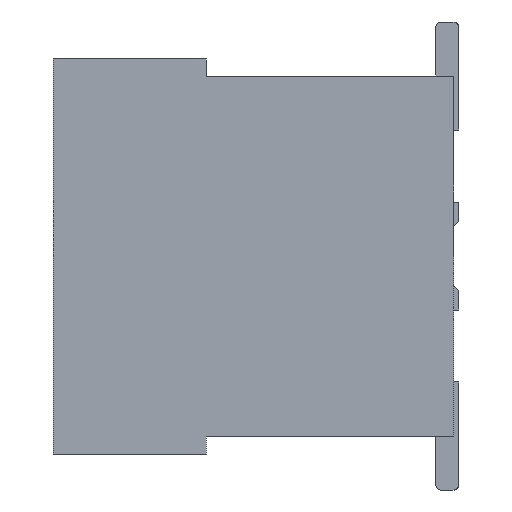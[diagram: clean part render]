
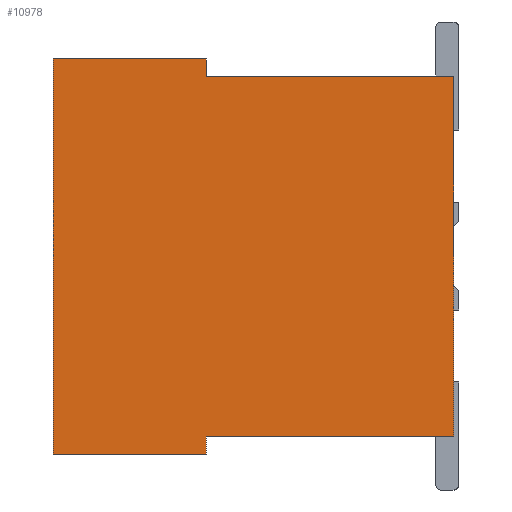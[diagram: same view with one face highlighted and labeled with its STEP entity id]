
A CAD part, left-side view. The second image highlights one B-rep face of the part: STEP entity #10978.
In plain terms, the highlighted planar face has unit normal (-1, 0, 0).
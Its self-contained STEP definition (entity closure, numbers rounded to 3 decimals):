
#1350 = ORIENTED_EDGE ( 'NONE', *, *, #2812, .F. ) ;
#1550 = EDGE_CURVE ( 'NONE', #6509, #10628, #17433, .T. ) ;
#1812 = LINE ( 'NONE', #17824, #7817 ) ;
#2720 = CARTESIAN_POINT ( 'NONE',  ( 5.15, -1.5, -2. ) ) ;
#2812 = EDGE_CURVE ( 'NONE', #16198, #6164, #11335, .T. ) ;
#2848 = CARTESIAN_POINT ( 'NONE',  ( 5.15, 2.95, -2.2 ) ) ;
#2923 = VECTOR ( 'NONE', #9786, 1000. ) ;
#3161 = VERTEX_POINT ( 'NONE', #2848 ) ;
#3357 = CARTESIAN_POINT ( 'NONE',  ( 5.15, 0.625, 2. ) ) ;
#3592 = ORIENTED_EDGE ( 'NONE', *, *, #6284, .F. ) ;
#3883 = CARTESIAN_POINT ( 'NONE',  ( 5.15, 2.95, 2.2 ) ) ;
#4108 = CARTESIAN_POINT ( 'NONE',  ( 5.15, 1.25, -2. ) ) ;
#4788 = VECTOR ( 'NONE', #12469, 1000. ) ;
#5104 = VECTOR ( 'NONE', #10284, 1000. ) ;
#5259 = DIRECTION ( 'NONE',  ( 0., 0., 1. ) ) ;
#5266 = VERTEX_POINT ( 'NONE', #3883 ) ;
#5364 = VECTOR ( 'NONE', #6078, 1000. ) ;
#5816 = ORIENTED_EDGE ( 'NONE', *, *, #16770, .T. ) ;
#6078 = DIRECTION ( 'NONE',  ( 0., 1., 0. ) ) ;
#6164 = VERTEX_POINT ( 'NONE', #15731 ) ;
#6284 = EDGE_CURVE ( 'NONE', #6164, #3161, #1812, .T. ) ;
#6509 = VERTEX_POINT ( 'NONE', #11150 ) ;
#6806 = CARTESIAN_POINT ( 'NONE',  ( 5.15, 2.95, -2.2 ) ) ;
#6905 = LINE ( 'NONE', #6806, #4788 ) ;
#6910 = ORIENTED_EDGE ( 'NONE', *, *, #1550, .T. ) ;
#7118 = LINE ( 'NONE', #8658, #13398 ) ;
#7678 = DIRECTION ( 'NONE',  ( 0., 1., 0. ) ) ;
#7817 = VECTOR ( 'NONE', #7678, 1000. ) ;
#7931 = DIRECTION ( 'NONE',  ( 0., 0., 1. ) ) ;
#8029 = CARTESIAN_POINT ( 'NONE',  ( 5.15, 1.25, 2. ) ) ;
#8264 = VERTEX_POINT ( 'NONE', #13200 ) ;
#8658 = CARTESIAN_POINT ( 'NONE',  ( 5.15, 1.475, 2.2 ) ) ;
#8737 = EDGE_CURVE ( 'NONE', #16198, #15806, #12948, .T. ) ;
#8768 = ORIENTED_EDGE ( 'NONE', *, *, #16969, .T. ) ;
#8794 = CARTESIAN_POINT ( 'NONE',  ( 5.15, 1.25, 2.2 ) ) ;
#9334 = CARTESIAN_POINT ( 'NONE',  ( 5.15, 1.475, 0. ) ) ;
#9786 = DIRECTION ( 'NONE',  ( 0., 0., -1. ) ) ;
#9887 = ORIENTED_EDGE ( 'NONE', *, *, #14642, .F. ) ;
#9938 = CARTESIAN_POINT ( 'NONE',  ( 5.15, -1.5, -2. ) ) ;
#10284 = DIRECTION ( 'NONE',  ( 0., -1., 0. ) ) ;
#10628 = VERTEX_POINT ( 'NONE', #8794 ) ;
#10978 = ADVANCED_FACE ( 'NONE', ( #14986 ), #16444, .F. ) ;
#11150 = CARTESIAN_POINT ( 'NONE',  ( 5.15, 1.25, 2. ) ) ;
#11335 = LINE ( 'NONE', #16983, #2923 ) ;
#11669 = CARTESIAN_POINT ( 'NONE',  ( 5.15, 1.475, -2. ) ) ;
#12469 = DIRECTION ( 'NONE',  ( 0., 0., 1. ) ) ;
#12948 = LINE ( 'NONE', #11669, #5104 ) ;
#13200 = CARTESIAN_POINT ( 'NONE',  ( 5.15, -1.5, 2. ) ) ;
#13398 = VECTOR ( 'NONE', #14227, 1000. ) ;
#14095 = AXIS2_PLACEMENT_3D ( 'NONE', #9334, #14894, #16259 ) ;
#14227 = DIRECTION ( 'NONE',  ( 0., -1., 0. ) ) ;
#14642 = EDGE_CURVE ( 'NONE', #5266, #10628, #7118, .T. ) ;
#14894 = DIRECTION ( 'NONE',  ( 1., 0., 0. ) ) ;
#14986 = FACE_OUTER_BOUND ( 'NONE', #17950, .T. ) ;
#15731 = CARTESIAN_POINT ( 'NONE',  ( 5.15, 1.25, -2.2 ) ) ;
#15806 = VERTEX_POINT ( 'NONE', #9938 ) ;
#16081 = ORIENTED_EDGE ( 'NONE', *, *, #8737, .T. ) ;
#16198 = VERTEX_POINT ( 'NONE', #4108 ) ;
#16259 = DIRECTION ( 'NONE',  ( 0., 1., 0. ) ) ;
#16444 = PLANE ( 'NONE',  #14095 ) ;
#16570 = LINE ( 'NONE', #2720, #17026 ) ;
#16638 = ORIENTED_EDGE ( 'NONE', *, *, #17034, .F. ) ;
#16770 = EDGE_CURVE ( 'NONE', #8264, #6509, #17210, .T. ) ;
#16858 = VECTOR ( 'NONE', #7931, 1000. ) ;
#16969 = EDGE_CURVE ( 'NONE', #15806, #8264, #16570, .T. ) ;
#16983 = CARTESIAN_POINT ( 'NONE',  ( 5.15, 1.25, -2. ) ) ;
#17026 = VECTOR ( 'NONE', #5259, 1000. ) ;
#17034 = EDGE_CURVE ( 'NONE', #3161, #5266, #6905, .T. ) ;
#17210 = LINE ( 'NONE', #3357, #5364 ) ;
#17433 = LINE ( 'NONE', #8029, #16858 ) ;
#17824 = CARTESIAN_POINT ( 'NONE',  ( 5.15, 2.1, -2.2 ) ) ;
#17950 = EDGE_LOOP ( 'NONE', ( #16081, #8768, #5816, #6910, #9887, #16638, #3592, #1350 ) ) ;
